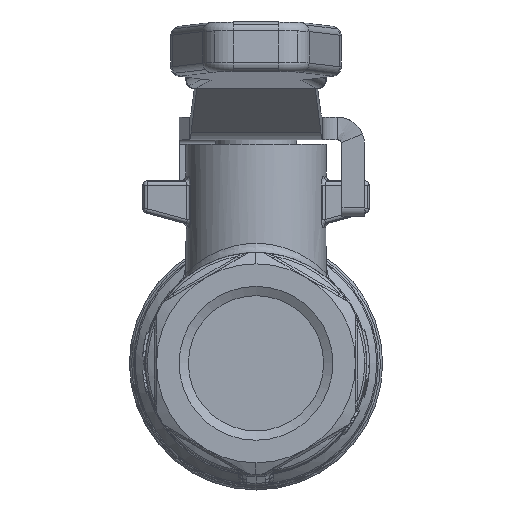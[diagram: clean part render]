
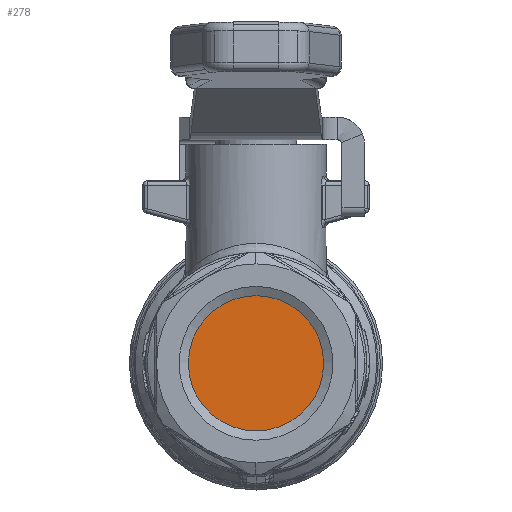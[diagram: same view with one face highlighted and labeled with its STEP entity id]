
A CAD part, left-side view. The second image highlights one B-rep face of the part: STEP entity #278.
In plain terms, the highlighted planar face has unit normal (-1, 0, 0).
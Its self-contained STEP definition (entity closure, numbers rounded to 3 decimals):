
#253=CARTESIAN_POINT('',(-14.211,0.,-9.273));
#254=DIRECTION('',(-1.,0.,0.));
#255=DIRECTION('',(-0.,-0.,1.));
#256=AXIS2_PLACEMENT_3D('',#253,#254,#255);
#257=PLANE('',#256);
#258=CARTESIAN_POINT('',(-14.211,-0.,7.475));
#259=VERTEX_POINT('',#258);
#260=CARTESIAN_POINT('',(-14.211,-0.,-7.475));
#261=VERTEX_POINT('',#260);
#262=CARTESIAN_POINT('',(-14.211,-0.,-0.));
#263=DIRECTION('',(1.,-0.,0.));
#264=DIRECTION('',(0.,0.,-1.));
#265=AXIS2_PLACEMENT_3D('',#262,#263,#264);
#266=CIRCLE('',#265,7.475);
#267=EDGE_CURVE('',#259,#261,#266,.T.);
#268=ORIENTED_EDGE('',*,*,#267,.F.);
#269=CARTESIAN_POINT('',(-14.211,-0.,-0.));
#270=DIRECTION('',(1.,-0.,0.));
#271=DIRECTION('',(0.,0.,-1.));
#272=AXIS2_PLACEMENT_3D('',#269,#270,#271);
#273=CIRCLE('',#272,7.475);
#274=EDGE_CURVE('',#261,#259,#273,.T.);
#275=ORIENTED_EDGE('',*,*,#274,.F.);
#276=EDGE_LOOP('',(#268,#275));
#277=FACE_BOUND('',#276,.T.);
#278=ADVANCED_FACE('',(#277),#257,.T.);
